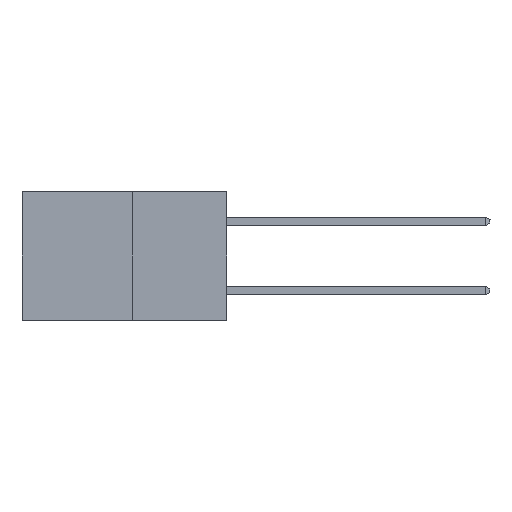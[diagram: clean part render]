
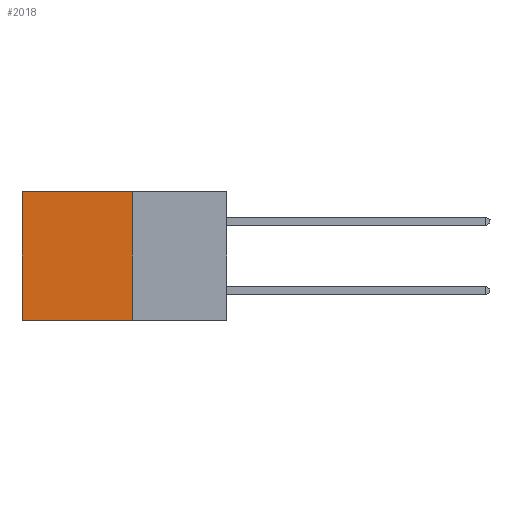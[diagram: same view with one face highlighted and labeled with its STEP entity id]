
A CAD part, left-side view. The second image highlights one B-rep face of the part: STEP entity #2018.
In plain terms, the highlighted planar face has unit normal (-1, 0, 0).
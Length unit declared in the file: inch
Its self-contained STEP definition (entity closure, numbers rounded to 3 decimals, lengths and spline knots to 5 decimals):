
#258 = DIRECTION ( 'NONE',  ( 0., 1., 0. ) ) ;
#306 = DIRECTION ( 'NONE',  ( 0., 0., -1. ) ) ;
#754 = CARTESIAN_POINT ( 'NONE',  ( 0.277, 0.27, -0.37 ) ) ;
#1190 = EDGE_LOOP ( 'NONE', ( #8332, #1519, #15964, #13705 ) ) ;
#1339 = VECTOR ( 'NONE', #2220, 39.37008 ) ;
#1519 = ORIENTED_EDGE ( 'NONE', *, *, #4797, .F. ) ;
#2018 = ADVANCED_FACE ( 'NONE', ( #7080 ), #11042, .F. ) ;
#2220 = DIRECTION ( 'NONE',  ( 0., 0., -1. ) ) ;
#2285 = VERTEX_POINT ( 'NONE', #13225 ) ;
#2390 = VERTEX_POINT ( 'NONE', #7362 ) ;
#3278 = LINE ( 'NONE', #5364, #6747 ) ;
#3491 = EDGE_CURVE ( 'NONE', #2285, #3966, #3278, .T. ) ;
#3905 = LINE ( 'NONE', #13606, #9152 ) ;
#3966 = VERTEX_POINT ( 'NONE', #9108 ) ;
#4693 = EDGE_CURVE ( 'NONE', #3966, #2390, #17109, .T. ) ;
#4797 = EDGE_CURVE ( 'NONE', #13475, #2390, #3905, .T. ) ;
#5256 = LINE ( 'NONE', #14558, #1339 ) ;
#5364 = CARTESIAN_POINT ( 'NONE',  ( 0.277, 0.27, 0. ) ) ;
#5588 = CARTESIAN_POINT ( 'NONE',  ( 0.277, 0.27, -0.37 ) ) ;
#6747 = VECTOR ( 'NONE', #12531, 39.37008 ) ;
#7080 = FACE_OUTER_BOUND ( 'NONE', #1190, .T. ) ;
#7362 = CARTESIAN_POINT ( 'NONE',  ( 0.277, 0.59, -0.37 ) ) ;
#8293 = CARTESIAN_POINT ( 'NONE',  ( 0.277, 0.59, -0.37 ) ) ;
#8332 = ORIENTED_EDGE ( 'NONE', *, *, #4693, .T. ) ;
#9108 = CARTESIAN_POINT ( 'NONE',  ( 0.277, 0.59, 0. ) ) ;
#9152 = VECTOR ( 'NONE', #258, 39.37008 ) ;
#9521 = DIRECTION ( 'NONE',  ( 0., 0., -1. ) ) ;
#9821 = VECTOR ( 'NONE', #306, 39.37008 ) ;
#11042 = PLANE ( 'NONE',  #17582 ) ;
#12219 = EDGE_CURVE ( 'NONE', #2285, #13475, #5256, .T. ) ;
#12531 = DIRECTION ( 'NONE',  ( 0., 1., 0. ) ) ;
#13225 = CARTESIAN_POINT ( 'NONE',  ( 0.277, 0.27, 0. ) ) ;
#13475 = VERTEX_POINT ( 'NONE', #754 ) ;
#13606 = CARTESIAN_POINT ( 'NONE',  ( 0.277, 0.27, -0.37 ) ) ;
#13705 = ORIENTED_EDGE ( 'NONE', *, *, #3491, .T. ) ;
#14558 = CARTESIAN_POINT ( 'NONE',  ( 0.277, 0.27, -0.37 ) ) ;
#15174 = DIRECTION ( 'NONE',  ( 1., 0., 0. ) ) ;
#15964 = ORIENTED_EDGE ( 'NONE', *, *, #12219, .F. ) ;
#17109 = LINE ( 'NONE', #8293, #9821 ) ;
#17582 = AXIS2_PLACEMENT_3D ( 'NONE', #5588, #15174, #9521 ) ;
